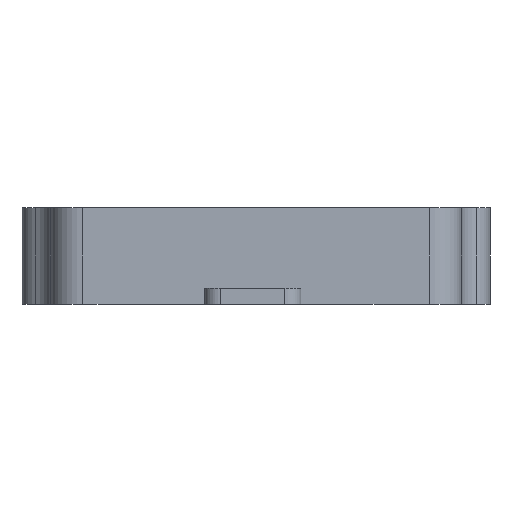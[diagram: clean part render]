
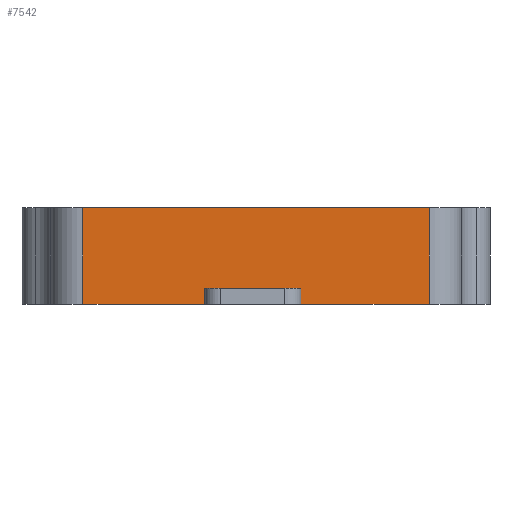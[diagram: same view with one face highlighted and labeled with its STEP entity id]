
A CAD part, front view. The second image highlights one B-rep face of the part: STEP entity #7542.
In plain terms, the highlighted planar face has unit normal (0, -1, 0).
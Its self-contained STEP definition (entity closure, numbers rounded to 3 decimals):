
#838 = PLANE('',#839);
#839 = AXIS2_PLACEMENT_3D('',#840,#841,#842);
#840 = CARTESIAN_POINT('',(-77.,-89.,25.));
#841 = DIRECTION('',(-1.,0.,0.));
#842 = DIRECTION('',(0.,1.,0.));
#867 = PLANE('',#868);
#868 = AXIS2_PLACEMENT_3D('',#869,#870,#871);
#869 = CARTESIAN_POINT('',(-77.,-89.,30.));
#870 = DIRECTION('',(0.,0.,-1.));
#871 = DIRECTION('',(-1.,0.,0.));
#922 = PLANE('',#923);
#923 = AXIS2_PLACEMENT_3D('',#924,#925,#926);
#924 = CARTESIAN_POINT('',(-77.,-89.,25.));
#925 = DIRECTION('',(-0.,0.,-1.));
#926 = DIRECTION('',(-1.,0.,0.));
#938 = VERTEX_POINT('',#939);
#939 = CARTESIAN_POINT('',(-77.,-79.,25.));
#962 = VERTEX_POINT('',#963);
#963 = CARTESIAN_POINT('',(-77.,-79.,30.));
#984 = EDGE_CURVE('',#938,#962,#985,.T.);
#985 = SURFACE_CURVE('',#986,(#990,#996),.PCURVE_S1.);
#986 = LINE('',#987,#988);
#987 = CARTESIAN_POINT('',(-77.,-79.,25.));
#988 = VECTOR('',#989,1.);
#989 = DIRECTION('',(0.,0.,1.));
#990 = PCURVE('',#838,#991);
#991 = DEFINITIONAL_REPRESENTATION('',(#992),#995);
#992 = B_SPLINE_CURVE_WITH_KNOTS('',1,(#993,#994),.UNSPECIFIED.,.F.,.F.,
  (2,2),(-0.5,5.5),.PIECEWISE_BEZIER_KNOTS.);
#993 = CARTESIAN_POINT('',(10.,0.5));
#994 = CARTESIAN_POINT('',(10.,-5.5));
#995 = ( GEOMETRIC_REPRESENTATION_CONTEXT(2) 
PARAMETRIC_REPRESENTATION_CONTEXT() REPRESENTATION_CONTEXT('2D SPACE',''
  ) );
#996 = PCURVE('',#997,#1002);
#997 = PLANE('',#998);
#998 = AXIS2_PLACEMENT_3D('',#999,#1000,#1001);
#999 = CARTESIAN_POINT('',(-91.035,-79.,40.087));
#1000 = DIRECTION('',(0.,-1.,0.));
#1001 = DIRECTION('',(0.,0.,-1.));
#1002 = DEFINITIONAL_REPRESENTATION('',(#1003),#1007);
#1003 = LINE('',#1004,#1005);
#1004 = CARTESIAN_POINT('',(15.087,14.035));
#1005 = VECTOR('',#1006,1.);
#1006 = DIRECTION('',(-1.,0.));
#1007 = ( GEOMETRIC_REPRESENTATION_CONTEXT(2) 
PARAMETRIC_REPRESENTATION_CONTEXT() REPRESENTATION_CONTEXT('2D SPACE',''
  ) );
#1116 = VERTEX_POINT('',#1117);
#1117 = CARTESIAN_POINT('',(-107.,-79.,30.));
#1131 = PLANE('',#1132);
#1132 = AXIS2_PLACEMENT_3D('',#1133,#1134,#1135);
#1133 = CARTESIAN_POINT('',(-107.,-74.,25.));
#1134 = DIRECTION('',(1.,0.,0.));
#1135 = DIRECTION('',(0.,-1.,0.));
#1143 = EDGE_CURVE('',#962,#1116,#1144,.T.);
#1144 = SURFACE_CURVE('',#1145,(#1149,#1156),.PCURVE_S1.);
#1145 = LINE('',#1146,#1147);
#1146 = CARTESIAN_POINT('',(-84.,-79.,30.));
#1147 = VECTOR('',#1148,1.);
#1148 = DIRECTION('',(-1.,0.,0.));
#1149 = PCURVE('',#867,#1150);
#1150 = DEFINITIONAL_REPRESENTATION('',(#1151),#1155);
#1151 = LINE('',#1152,#1153);
#1152 = CARTESIAN_POINT('',(7.,10.));
#1153 = VECTOR('',#1154,1.);
#1154 = DIRECTION('',(1.,0.));
#1155 = ( GEOMETRIC_REPRESENTATION_CONTEXT(2) 
PARAMETRIC_REPRESENTATION_CONTEXT() REPRESENTATION_CONTEXT('2D SPACE',''
  ) );
#1156 = PCURVE('',#997,#1157);
#1157 = DEFINITIONAL_REPRESENTATION('',(#1158),#1162);
#1158 = LINE('',#1159,#1160);
#1159 = CARTESIAN_POINT('',(10.087,7.035));
#1160 = VECTOR('',#1161,1.);
#1161 = DIRECTION('',(0.,-1.));
#1162 = ( GEOMETRIC_REPRESENTATION_CONTEXT(2) 
PARAMETRIC_REPRESENTATION_CONTEXT() REPRESENTATION_CONTEXT('2D SPACE',''
  ) );
#1218 = VERTEX_POINT('',#1219);
#1219 = CARTESIAN_POINT('',(-107.,-79.,25.));
#1240 = EDGE_CURVE('',#1218,#1116,#1241,.T.);
#1241 = SURFACE_CURVE('',#1242,(#1246,#1252),.PCURVE_S1.);
#1242 = LINE('',#1243,#1244);
#1243 = CARTESIAN_POINT('',(-107.,-79.,25.));
#1244 = VECTOR('',#1245,1.);
#1245 = DIRECTION('',(0.,0.,1.));
#1246 = PCURVE('',#1131,#1247);
#1247 = DEFINITIONAL_REPRESENTATION('',(#1248),#1251);
#1248 = B_SPLINE_CURVE_WITH_KNOTS('',1,(#1249,#1250),.UNSPECIFIED.,.F.,
  .F.,(2,2),(-0.5,5.5),.PIECEWISE_BEZIER_KNOTS.);
#1249 = CARTESIAN_POINT('',(5.,0.5));
#1250 = CARTESIAN_POINT('',(5.,-5.5));
#1251 = ( GEOMETRIC_REPRESENTATION_CONTEXT(2) 
PARAMETRIC_REPRESENTATION_CONTEXT() REPRESENTATION_CONTEXT('2D SPACE',''
  ) );
#1252 = PCURVE('',#997,#1253);
#1253 = DEFINITIONAL_REPRESENTATION('',(#1254),#1258);
#1254 = LINE('',#1255,#1256);
#1255 = CARTESIAN_POINT('',(15.087,-15.965));
#1256 = VECTOR('',#1257,1.);
#1257 = DIRECTION('',(-1.,0.));
#1258 = ( GEOMETRIC_REPRESENTATION_CONTEXT(2) 
PARAMETRIC_REPRESENTATION_CONTEXT() REPRESENTATION_CONTEXT('2D SPACE',''
  ) );
#1270 = EDGE_CURVE('',#1218,#1271,#1273,.T.);
#1271 = VERTEX_POINT('',#1272);
#1272 = CARTESIAN_POINT('',(-145.,-79.,25.));
#1273 = SURFACE_CURVE('',#1274,(#1278,#1285),.PCURVE_S1.);
#1274 = LINE('',#1275,#1276);
#1275 = CARTESIAN_POINT('',(-91.,-79.,25.));
#1276 = VECTOR('',#1277,1.);
#1277 = DIRECTION('',(-1.,0.,-0.));
#1278 = PCURVE('',#922,#1279);
#1279 = DEFINITIONAL_REPRESENTATION('',(#1280),#1284);
#1280 = LINE('',#1281,#1282);
#1281 = CARTESIAN_POINT('',(14.,10.));
#1282 = VECTOR('',#1283,1.);
#1283 = DIRECTION('',(1.,0.));
#1284 = ( GEOMETRIC_REPRESENTATION_CONTEXT(2) 
PARAMETRIC_REPRESENTATION_CONTEXT() REPRESENTATION_CONTEXT('2D SPACE',''
  ) );
#1285 = PCURVE('',#997,#1286);
#1286 = DEFINITIONAL_REPRESENTATION('',(#1287),#1291);
#1287 = LINE('',#1288,#1289);
#1288 = CARTESIAN_POINT('',(15.087,0.035));
#1289 = VECTOR('',#1290,1.);
#1290 = DIRECTION('',(0.,-1.));
#1291 = ( GEOMETRIC_REPRESENTATION_CONTEXT(2) 
PARAMETRIC_REPRESENTATION_CONTEXT() REPRESENTATION_CONTEXT('2D SPACE',''
  ) );
#1310 = CYLINDRICAL_SURFACE('',#1311,10.);
#1311 = AXIS2_PLACEMENT_3D('',#1312,#1313,#1314);
#1312 = CARTESIAN_POINT('',(-145.,-69.,25.));
#1313 = DIRECTION('',(0.,0.,1.));
#1314 = DIRECTION('',(0.,-1.,0.));
#2126 = VERTEX_POINT('',#2127);
#2127 = CARTESIAN_POINT('',(-37.,-79.,25.));
#2146 = CYLINDRICAL_SURFACE('',#2147,10.);
#2147 = AXIS2_PLACEMENT_3D('',#2148,#2149,#2150);
#2148 = CARTESIAN_POINT('',(-37.,-69.,25.));
#2149 = DIRECTION('',(0.,0.,1.));
#2150 = DIRECTION('',(0.,-1.,-0.));
#2158 = EDGE_CURVE('',#938,#2126,#2159,.T.);
#2159 = SURFACE_CURVE('',#2160,(#2164,#2171),.PCURVE_S1.);
#2160 = LINE('',#2161,#2162);
#2161 = CARTESIAN_POINT('',(-91.,-79.,25.));
#2162 = VECTOR('',#2163,1.);
#2163 = DIRECTION('',(1.,0.,0.));
#2164 = PCURVE('',#922,#2165);
#2165 = DEFINITIONAL_REPRESENTATION('',(#2166),#2170);
#2166 = LINE('',#2167,#2168);
#2167 = CARTESIAN_POINT('',(14.,10.));
#2168 = VECTOR('',#2169,1.);
#2169 = DIRECTION('',(-1.,0.));
#2170 = ( GEOMETRIC_REPRESENTATION_CONTEXT(2) 
PARAMETRIC_REPRESENTATION_CONTEXT() REPRESENTATION_CONTEXT('2D SPACE',''
  ) );
#2171 = PCURVE('',#997,#2172);
#2172 = DEFINITIONAL_REPRESENTATION('',(#2173),#2177);
#2173 = LINE('',#2174,#2175);
#2174 = CARTESIAN_POINT('',(15.087,0.035));
#2175 = VECTOR('',#2176,1.);
#2176 = DIRECTION('',(0.,1.));
#2177 = ( GEOMETRIC_REPRESENTATION_CONTEXT(2) 
PARAMETRIC_REPRESENTATION_CONTEXT() REPRESENTATION_CONTEXT('2D SPACE',''
  ) );
#3085 = VERTEX_POINT('',#3086);
#3086 = CARTESIAN_POINT('',(-145.,-79.,55.));
#3101 = PLANE('',#3102);
#3102 = AXIS2_PLACEMENT_3D('',#3103,#3104,#3105);
#3103 = CARTESIAN_POINT('',(-27.,-33.845,55.));
#3104 = DIRECTION('',(0.,0.,1.));
#3105 = DIRECTION('',(1.,0.,-0.));
#3117 = EDGE_CURVE('',#1271,#3085,#3118,.T.);
#3118 = SURFACE_CURVE('',#3119,(#3123,#3130),.PCURVE_S1.);
#3119 = LINE('',#3120,#3121);
#3120 = CARTESIAN_POINT('',(-145.,-79.,25.));
#3121 = VECTOR('',#3122,1.);
#3122 = DIRECTION('',(0.,0.,1.));
#3123 = PCURVE('',#1310,#3124);
#3124 = DEFINITIONAL_REPRESENTATION('',(#3125),#3129);
#3125 = LINE('',#3126,#3127);
#3126 = CARTESIAN_POINT('',(-0.,0.));
#3127 = VECTOR('',#3128,1.);
#3128 = DIRECTION('',(-0.,1.));
#3129 = ( GEOMETRIC_REPRESENTATION_CONTEXT(2) 
PARAMETRIC_REPRESENTATION_CONTEXT() REPRESENTATION_CONTEXT('2D SPACE',''
  ) );
#3130 = PCURVE('',#997,#3131);
#3131 = DEFINITIONAL_REPRESENTATION('',(#3132),#3136);
#3132 = LINE('',#3133,#3134);
#3133 = CARTESIAN_POINT('',(15.087,-53.965));
#3134 = VECTOR('',#3135,1.);
#3135 = DIRECTION('',(-1.,0.));
#3136 = ( GEOMETRIC_REPRESENTATION_CONTEXT(2) 
PARAMETRIC_REPRESENTATION_CONTEXT() REPRESENTATION_CONTEXT('2D SPACE',''
  ) );
#4236 = VERTEX_POINT('',#4237);
#4237 = CARTESIAN_POINT('',(-37.,-79.,55.));
#4259 = EDGE_CURVE('',#2126,#4236,#4260,.T.);
#4260 = SURFACE_CURVE('',#4261,(#4265,#4272),.PCURVE_S1.);
#4261 = LINE('',#4262,#4263);
#4262 = CARTESIAN_POINT('',(-37.,-79.,25.));
#4263 = VECTOR('',#4264,1.);
#4264 = DIRECTION('',(0.,0.,1.));
#4265 = PCURVE('',#2146,#4266);
#4266 = DEFINITIONAL_REPRESENTATION('',(#4267),#4271);
#4267 = LINE('',#4268,#4269);
#4268 = CARTESIAN_POINT('',(0.,0.));
#4269 = VECTOR('',#4270,1.);
#4270 = DIRECTION('',(0.,1.));
#4271 = ( GEOMETRIC_REPRESENTATION_CONTEXT(2) 
PARAMETRIC_REPRESENTATION_CONTEXT() REPRESENTATION_CONTEXT('2D SPACE',''
  ) );
#4272 = PCURVE('',#997,#4273);
#4273 = DEFINITIONAL_REPRESENTATION('',(#4274),#4278);
#4274 = LINE('',#4275,#4276);
#4275 = CARTESIAN_POINT('',(15.087,54.035));
#4276 = VECTOR('',#4277,1.);
#4277 = DIRECTION('',(-1.,0.));
#4278 = ( GEOMETRIC_REPRESENTATION_CONTEXT(2) 
PARAMETRIC_REPRESENTATION_CONTEXT() REPRESENTATION_CONTEXT('2D SPACE',''
  ) );
#7542 = ADVANCED_FACE('',(#7543),#997,.T.);
#7543 = FACE_BOUND('',#7544,.T.);
#7544 = EDGE_LOOP('',(#7545,#7546,#7547,#7568,#7569,#7570,#7571,#7572));
#7545 = ORIENTED_EDGE('',*,*,#2158,.T.);
#7546 = ORIENTED_EDGE('',*,*,#4259,.T.);
#7547 = ORIENTED_EDGE('',*,*,#7548,.F.);
#7548 = EDGE_CURVE('',#3085,#4236,#7549,.T.);
#7549 = SURFACE_CURVE('',#7550,(#7554,#7561),.PCURVE_S1.);
#7550 = LINE('',#7551,#7552);
#7551 = CARTESIAN_POINT('',(-91.,-79.,55.));
#7552 = VECTOR('',#7553,1.);
#7553 = DIRECTION('',(1.,0.,0.));
#7554 = PCURVE('',#997,#7555);
#7555 = DEFINITIONAL_REPRESENTATION('',(#7556),#7560);
#7556 = LINE('',#7557,#7558);
#7557 = CARTESIAN_POINT('',(-14.913,0.035));
#7558 = VECTOR('',#7559,1.);
#7559 = DIRECTION('',(0.,1.));
#7560 = ( GEOMETRIC_REPRESENTATION_CONTEXT(2) 
PARAMETRIC_REPRESENTATION_CONTEXT() REPRESENTATION_CONTEXT('2D SPACE',''
  ) );
#7561 = PCURVE('',#3101,#7562);
#7562 = DEFINITIONAL_REPRESENTATION('',(#7563),#7567);
#7563 = LINE('',#7564,#7565);
#7564 = CARTESIAN_POINT('',(-64.,-45.155));
#7565 = VECTOR('',#7566,1.);
#7566 = DIRECTION('',(1.,0.));
#7567 = ( GEOMETRIC_REPRESENTATION_CONTEXT(2) 
PARAMETRIC_REPRESENTATION_CONTEXT() REPRESENTATION_CONTEXT('2D SPACE',''
  ) );
#7568 = ORIENTED_EDGE('',*,*,#3117,.F.);
#7569 = ORIENTED_EDGE('',*,*,#1270,.F.);
#7570 = ORIENTED_EDGE('',*,*,#1240,.T.);
#7571 = ORIENTED_EDGE('',*,*,#1143,.F.);
#7572 = ORIENTED_EDGE('',*,*,#984,.F.);
